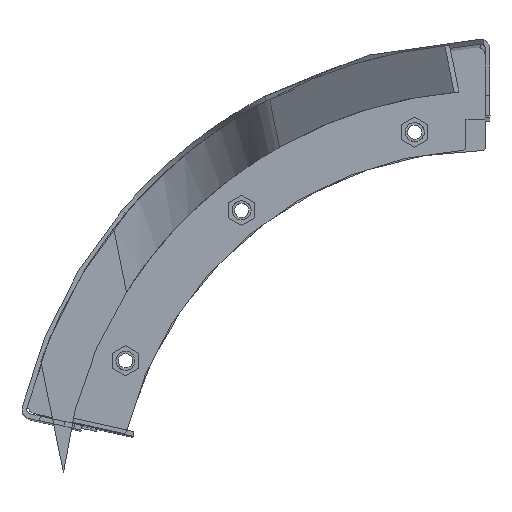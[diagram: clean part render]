
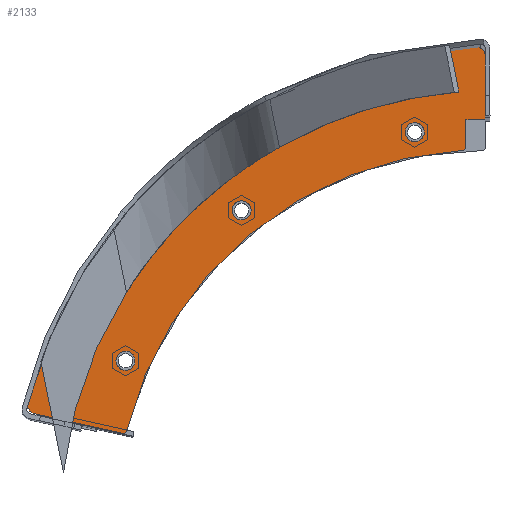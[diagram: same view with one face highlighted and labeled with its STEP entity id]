
A CAD part, top view. The second image highlights one B-rep face of the part: STEP entity #2133.
In plain terms, the highlighted face is planar.
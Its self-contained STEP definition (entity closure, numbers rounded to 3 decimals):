
#79=FACE_BOUND('',#359,.T.);
#80=FACE_BOUND('',#360,.T.);
#81=FACE_BOUND('',#361,.T.);
#152=PLANE('',#2392);
#238=FACE_OUTER_BOUND('',#358,.T.);
#358=EDGE_LOOP('',(#1701,#1702,#1703,#1704,#1705,#1706,#1707,#1708,#1709,
#1710,#1711,#1712));
#359=EDGE_LOOP('',(#1713));
#360=EDGE_LOOP('',(#1714));
#361=EDGE_LOOP('',(#1715));
#529=LINE('',#5055,#731);
#532=LINE('',#5061,#734);
#537=LINE('',#5072,#739);
#548=LINE('',#5128,#750);
#549=LINE('',#5129,#751);
#550=LINE('',#5130,#752);
#731=VECTOR('',#2722,1.5);
#734=VECTOR('',#2727,10.);
#739=VECTOR('',#2734,38.451);
#750=VECTOR('',#2795,11.849);
#751=VECTOR('',#2796,9.5);
#752=VECTOR('',#2797,16.899);
#877=CIRCLE('',#2383,4.);
#878=CIRCLE('',#2385,4.);
#879=CIRCLE('',#2387,4.);
#880=CIRCLE('',#2389,3.5);
#881=CIRCLE('',#2391,198.);
#882=CIRCLE('',#2393,3.5);
#883=CIRCLE('',#2394,1.);
#884=CIRCLE('',#2395,155.);
#885=CIRCLE('',#2396,1.);
#1002=VERTEX_POINT('',#5051);
#1004=VERTEX_POINT('',#5054);
#1006=VERTEX_POINT('',#5060);
#1010=VERTEX_POINT('',#5069);
#1011=VERTEX_POINT('',#5071);
#1022=VERTEX_POINT('',#5098);
#1023=VERTEX_POINT('',#5102);
#1024=VERTEX_POINT('',#5106);
#1025=VERTEX_POINT('',#5110);
#1026=VERTEX_POINT('',#5112);
#1027=VERTEX_POINT('',#5116);
#1028=VERTEX_POINT('',#5121);
#1029=VERTEX_POINT('',#5123);
#1030=VERTEX_POINT('',#5125);
#1031=VERTEX_POINT('',#5127);
#1241=EDGE_CURVE('',#1002,#1004,#529,.T.);
#1244=EDGE_CURVE('',#1004,#1006,#532,.T.);
#1249=EDGE_CURVE('',#1010,#1011,#537,.T.);
#1263=EDGE_CURVE('',#1022,#1022,#877,.T.);
#1265=EDGE_CURVE('',#1023,#1023,#878,.T.);
#1267=EDGE_CURVE('',#1024,#1024,#879,.T.);
#1270=EDGE_CURVE('',#1025,#1026,#880,.T.);
#1273=EDGE_CURVE('',#1027,#1025,#881,.T.);
#1274=EDGE_CURVE('',#1011,#1027,#882,.T.);
#1275=EDGE_CURVE('',#1028,#1010,#883,.T.);
#1276=EDGE_CURVE('',#1029,#1028,#884,.T.);
#1277=EDGE_CURVE('',#1030,#1029,#885,.T.);
#1278=EDGE_CURVE('',#1031,#1030,#548,.T.);
#1279=EDGE_CURVE('',#1006,#1031,#549,.T.);
#1280=EDGE_CURVE('',#1026,#1002,#550,.T.);
#1701=ORIENTED_EDGE('',*,*,#1273,.F.);
#1702=ORIENTED_EDGE('',*,*,#1274,.F.);
#1703=ORIENTED_EDGE('',*,*,#1249,.F.);
#1704=ORIENTED_EDGE('',*,*,#1275,.F.);
#1705=ORIENTED_EDGE('',*,*,#1276,.F.);
#1706=ORIENTED_EDGE('',*,*,#1277,.F.);
#1707=ORIENTED_EDGE('',*,*,#1278,.F.);
#1708=ORIENTED_EDGE('',*,*,#1279,.F.);
#1709=ORIENTED_EDGE('',*,*,#1244,.F.);
#1710=ORIENTED_EDGE('',*,*,#1241,.F.);
#1711=ORIENTED_EDGE('',*,*,#1280,.F.);
#1712=ORIENTED_EDGE('',*,*,#1270,.F.);
#1713=ORIENTED_EDGE('',*,*,#1263,.T.);
#1714=ORIENTED_EDGE('',*,*,#1265,.T.);
#1715=ORIENTED_EDGE('',*,*,#1267,.T.);
#2133=ADVANCED_FACE('',(#238,#79,#80,#81),#152,.F.);
#2383=AXIS2_PLACEMENT_3D('',#5099,#2761,#2762);
#2385=AXIS2_PLACEMENT_3D('',#5103,#2766,#2767);
#2387=AXIS2_PLACEMENT_3D('',#5107,#2771,#2772);
#2389=AXIS2_PLACEMENT_3D('',#5113,#2777,#2778);
#2391=AXIS2_PLACEMENT_3D('',#5118,#2783,#2784);
#2392=AXIS2_PLACEMENT_3D('',#5119,#2785,#2786);
#2393=AXIS2_PLACEMENT_3D('',#5120,#2787,#2788);
#2394=AXIS2_PLACEMENT_3D('',#5122,#2789,#2790);
#2395=AXIS2_PLACEMENT_3D('',#5124,#2791,#2792);
#2396=AXIS2_PLACEMENT_3D('',#5126,#2793,#2794);
#2722=DIRECTION('',(0.,0.,-1.));
#2727=DIRECTION('',(1.,0.,0.));
#2734=DIRECTION('',(-0.214,0.,0.977));
#2761=DIRECTION('center_axis',(0.,-1.,0.));
#2762=DIRECTION('ref_axis',(-0.977,0.,-0.214));
#2766=DIRECTION('center_axis',(0.,-1.,0.));
#2767=DIRECTION('ref_axis',(-0.977,0.,-0.214));
#2771=DIRECTION('center_axis',(0.,-1.,0.));
#2772=DIRECTION('ref_axis',(-0.977,0.,-0.214));
#2777=DIRECTION('center_axis',(0.,-1.,0.));
#2778=DIRECTION('ref_axis',(-0.977,0.,-0.214));
#2783=DIRECTION('center_axis',(0.,-1.,0.));
#2784=DIRECTION('ref_axis',(0.977,0.,0.214));
#2785=DIRECTION('center_axis',(0.,-1.,0.));
#2786=DIRECTION('ref_axis',(-0.977,0.,-0.214));
#2787=DIRECTION('center_axis',(0.,-1.,0.));
#2788=DIRECTION('ref_axis',(-0.977,0.,-0.214));
#2789=DIRECTION('center_axis',(0.,-1.,0.));
#2790=DIRECTION('ref_axis',(-0.977,0.,-0.214));
#2791=DIRECTION('center_axis',(0.,1.,0.));
#2792=DIRECTION('ref_axis',(-0.977,0.,-0.214));
#2793=DIRECTION('center_axis',(0.,-1.,0.));
#2794=DIRECTION('ref_axis',(-0.977,0.,-0.214));
#2795=DIRECTION('',(1.,0.,0.));
#2796=DIRECTION('',(0.,0.,1.));
#2797=DIRECTION('',(1.,0.,0.));
#5051=CARTESIAN_POINT('',(-777.559,125.,0.5));
#5054=CARTESIAN_POINT('',(-777.559,125.,-1.));
#5055=CARTESIAN_POINT('',(-777.559,125.,0.5));
#5060=CARTESIAN_POINT('',(-767.559,125.,-1.));
#5061=CARTESIAN_POINT('',(-767.559,125.,-1.));
#5069=CARTESIAN_POINT('',(-635.376,125.,151.92));
#5071=CARTESIAN_POINT('',(-643.615,125.,189.477));
#5072=CARTESIAN_POINT('',(-635.165,125.,150.958));
#5098=CARTESIAN_POINT('',(-662.035,125.,152.107));
#5099=CARTESIAN_POINT('Origin',(-665.943,125.,151.25));
#5102=CARTESIAN_POINT('',(-725.296,125.,103.481));
#5103=CARTESIAN_POINT('Origin',(-729.203,125.,102.624));
#5106=CARTESIAN_POINT('',(-758.343,125.,30.857));
#5107=CARTESIAN_POINT('Origin',(-762.25,125.,30.));
#5110=CARTESIAN_POINT('',(-797.958,125.,4.072));
#5112=CARTESIAN_POINT('',(-794.459,125.,0.5));
#5113=CARTESIAN_POINT('Origin',(-794.459,125.,4.));
#5116=CARTESIAN_POINT('',(-647.881,125.,192.124));
#5118=CARTESIAN_POINT('Origin',(-600.,125.,0.));
#5119=CARTESIAN_POINT('Origin',(-600.,125.,0.));
#5120=CARTESIAN_POINT('Origin',(-647.034,125.,188.727));
#5121=CARTESIAN_POINT('',(-636.12,125.,150.733));
#5122=CARTESIAN_POINT('Origin',(-636.353,125.,151.705));
#5123=CARTESIAN_POINT('',(-754.712,125.,9.439));
#5124=CARTESIAN_POINT('Origin',(-600.,125.,0.));
#5125=CARTESIAN_POINT('',(-755.71,125.,8.5));
#5126=CARTESIAN_POINT('Origin',(-755.71,125.,9.5));
#5127=CARTESIAN_POINT('',(-767.559,125.,8.5));
#5128=CARTESIAN_POINT('',(-767.559,125.,8.5));
#5129=CARTESIAN_POINT('',(-767.559,125.,0.5));
#5130=CARTESIAN_POINT('',(-767.559,125.,0.5));
